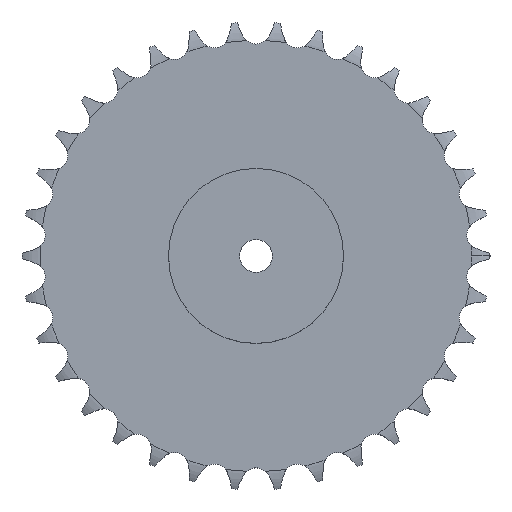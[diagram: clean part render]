
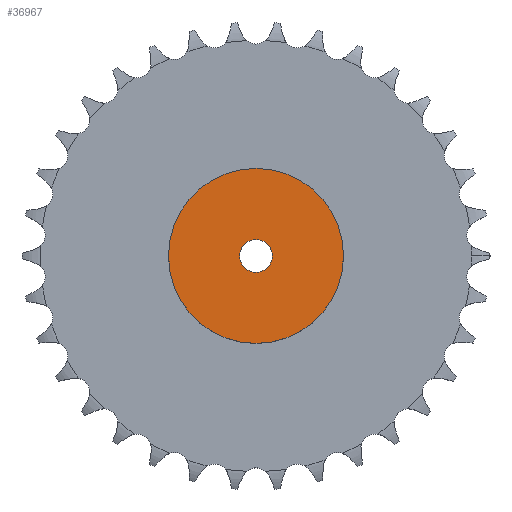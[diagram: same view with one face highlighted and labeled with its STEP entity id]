
A CAD part, top view. The second image highlights one B-rep face of the part: STEP entity #36967.
In plain terms, the highlighted planar face has unit normal (0, 0, 1).
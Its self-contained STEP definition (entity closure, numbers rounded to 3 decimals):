
#4308 = CYLINDRICAL_SURFACE('',#4309,80.);
#4309 = AXIS2_PLACEMENT_3D('',#4310,#4311,#4312);
#4310 = CARTESIAN_POINT('',(0.,0.,0.));
#4311 = DIRECTION('',(-0.,-0.,-1.));
#4312 = DIRECTION('',(1.,0.,0.));
#23278 = VERTEX_POINT('',#23279);
#23279 = CARTESIAN_POINT('',(80.,0.,60.));
#23300 = EDGE_CURVE('',#23278,#23278,#23301,.T.);
#23301 = SURFACE_CURVE('',#23302,(#23307,#23314),.PCURVE_S1.);
#23302 = CIRCLE('',#23303,80.);
#23303 = AXIS2_PLACEMENT_3D('',#23304,#23305,#23306);
#23304 = CARTESIAN_POINT('',(0.,0.,60.));
#23305 = DIRECTION('',(0.,0.,1.));
#23306 = DIRECTION('',(1.,0.,0.));
#23307 = PCURVE('',#4308,#23308);
#23308 = DEFINITIONAL_REPRESENTATION('',(#23309),#23313);
#23309 = LINE('',#23310,#23311);
#23310 = CARTESIAN_POINT('',(-0.,-60.));
#23311 = VECTOR('',#23312,1.);
#23312 = DIRECTION('',(-1.,0.));
#23313 = ( GEOMETRIC_REPRESENTATION_CONTEXT(2) 
PARAMETRIC_REPRESENTATION_CONTEXT() REPRESENTATION_CONTEXT('2D SPACE',''
  ) );
#23314 = PCURVE('',#23315,#23320);
#23315 = PLANE('',#23316);
#23316 = AXIS2_PLACEMENT_3D('',#23317,#23318,#23319);
#23317 = CARTESIAN_POINT('',(0.,0.,60.)
  );
#23318 = DIRECTION('',(0.,0.,1.));
#23319 = DIRECTION('',(1.,0.,0.));
#23320 = DEFINITIONAL_REPRESENTATION('',(#23321),#23325);
#23321 = CIRCLE('',#23322,80.);
#23322 = AXIS2_PLACEMENT_2D('',#23323,#23324);
#23323 = CARTESIAN_POINT('',(0.,0.));
#23324 = DIRECTION('',(1.,0.));
#23325 = ( GEOMETRIC_REPRESENTATION_CONTEXT(2) 
PARAMETRIC_REPRESENTATION_CONTEXT() REPRESENTATION_CONTEXT('2D SPACE',''
  ) );
#31352 = CYLINDRICAL_SURFACE('',#31353,15.);
#31353 = AXIS2_PLACEMENT_3D('',#31354,#31355,#31356);
#31354 = CARTESIAN_POINT('',(0.,0.,642.871));
#31355 = DIRECTION('',(0.,0.,1.));
#31356 = DIRECTION('',(1.,0.,0.));
#36967 = ADVANCED_FACE('',(#36968,#36971),#23315,.T.);
#36968 = FACE_BOUND('',#36969,.T.);
#36969 = EDGE_LOOP('',(#36970));
#36970 = ORIENTED_EDGE('',*,*,#23300,.T.);
#36971 = FACE_BOUND('',#36972,.T.);
#36972 = EDGE_LOOP('',(#36973));
#36973 = ORIENTED_EDGE('',*,*,#36974,.F.);
#36974 = EDGE_CURVE('',#36975,#36975,#36977,.T.);
#36975 = VERTEX_POINT('',#36976);
#36976 = CARTESIAN_POINT('',(15.,0.,60.));
#36977 = SURFACE_CURVE('',#36978,(#36983,#36990),.PCURVE_S1.);
#36978 = CIRCLE('',#36979,15.);
#36979 = AXIS2_PLACEMENT_3D('',#36980,#36981,#36982);
#36980 = CARTESIAN_POINT('',(0.,0.,60.));
#36981 = DIRECTION('',(0.,0.,1.));
#36982 = DIRECTION('',(1.,0.,0.));
#36983 = PCURVE('',#23315,#36984);
#36984 = DEFINITIONAL_REPRESENTATION('',(#36985),#36989);
#36985 = CIRCLE('',#36986,15.);
#36986 = AXIS2_PLACEMENT_2D('',#36987,#36988);
#36987 = CARTESIAN_POINT('',(0.,0.));
#36988 = DIRECTION('',(1.,0.));
#36989 = ( GEOMETRIC_REPRESENTATION_CONTEXT(2) 
PARAMETRIC_REPRESENTATION_CONTEXT() REPRESENTATION_CONTEXT('2D SPACE',''
  ) );
#36990 = PCURVE('',#31352,#36991);
#36991 = DEFINITIONAL_REPRESENTATION('',(#36992),#36996);
#36992 = LINE('',#36993,#36994);
#36993 = CARTESIAN_POINT('',(0.,-582.871));
#36994 = VECTOR('',#36995,1.);
#36995 = DIRECTION('',(1.,0.));
#36996 = ( GEOMETRIC_REPRESENTATION_CONTEXT(2) 
PARAMETRIC_REPRESENTATION_CONTEXT() REPRESENTATION_CONTEXT('2D SPACE',''
  ) );
